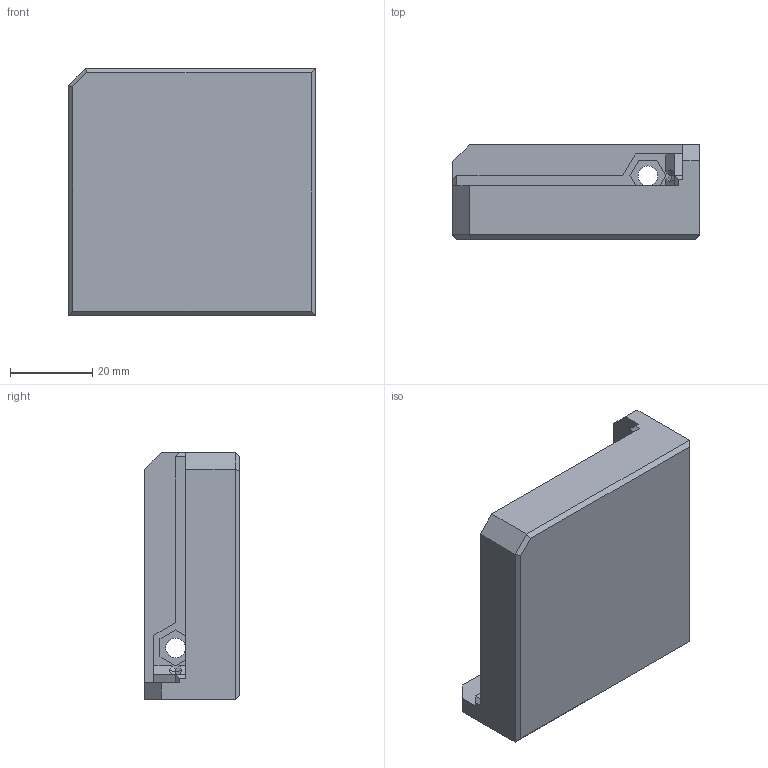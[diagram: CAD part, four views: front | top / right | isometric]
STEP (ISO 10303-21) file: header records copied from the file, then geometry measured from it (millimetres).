
FILE_DESCRIPTION(/* description */ (''),/* implementation_level */ '2;1');
FILE_NAME(/* name */ 'Tukkari_TS_foot v4.step',/* time_stamp */ '2023-04-22T20:53:20+01:00',/* author */ (''),/* organization */ (''),/* preprocessor_version */ 'ST-DEVELOPER v19.2',/* originating_system */ 'Autodesk Translation Framework v12.4.0.73',/* authorisation */ '');
FILE_SCHEMA (('AUTOMOTIVE_DESIGN { 1 0 10303 214 3 1 1 }'));
Length unit declared in the file: millimetre
Products named in the file (1): Tukkari_TS_foot
Bounding box: 60 x 23 x 60 mm (x, y, z)
Volume: 49987.1 mm3; surface area: 12738.4 mm2
Topology: 1 solids, 1 shells, 56 faces, 150 edges, 96 vertices
Faces by surface type: plane 54, cylinder 2
Full cylindrical faces by diameter (mm): 4.8 x2
Entity records: 1750 total; most frequent: CARTESIAN_POINT 303, ORIENTED_EDGE 300, DIRECTION 268, EDGE_CURVE 150, LINE 146, VECTOR 146, VERTEX_POINT 96, AXIS2_PLACEMENT_3D 61
